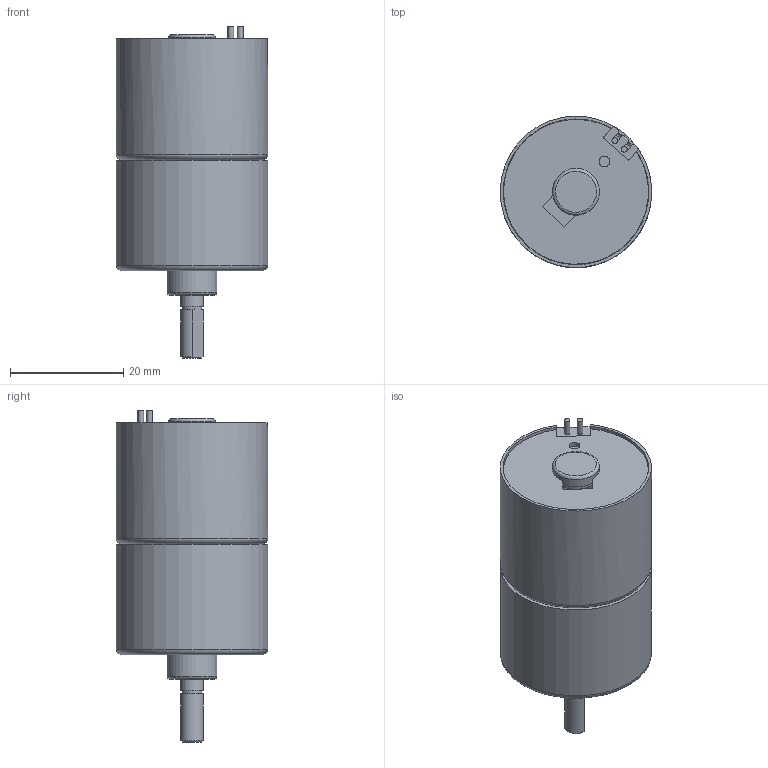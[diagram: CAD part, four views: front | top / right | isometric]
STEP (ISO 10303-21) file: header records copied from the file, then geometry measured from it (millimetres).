
FILE_DESCRIPTION(('STEP AP214'),'1');
FILE_NAME('1271-12-43.stp','2015-07-08T14:49:42',(' '),(' '),'Spatial InterOp 3D',' ',' ');
FILE_SCHEMA(('automotive_design'));
Length unit declared in the file: millimetre
Products named in the file (16): Gearbox assy; Shaft; M3 insert; Gearbox; Screw : Fillister - M2.5 x 50.0; 1271-12-43 Motor gearbox assy; Body assy; Body; End plate assy; End plate; Red wire; Green wire; Insulators; Wire insulator; Insulator
Assembly tree (16 placements, depth 5):
  1271-12-43 Motor gearbox assy
    Gearbox assy
      Shaft
      M3 insert  x2
      Gearbox
      Screw : Fillister - M2.5 x 50.0
      Screw : Fillister - M2.5 x 50.0
    Body assy
      Body
      End plate assy
        End plate
        Red wire
        Green wire
        Insulators
          Wire insulator
          Insulator
Bounding box: 26.7 x 26.7 x 58.55 mm (x, y, z)
Volume: 12840.2 mm3; surface area: 10445 mm2
Topology: 12 solids, 12 shells, 165 faces, 375 edges, 241 vertices
Faces by surface type: plane 106, cylinder 47, torus 9, sphere 2, cone 1
Full cylindrical faces by diameter (mm): 1 x4, 1.9 x1, 2.7 x2, 3.863 x2, 3.99 x1, 4 x4, 4.3 x2, 5 x1, 8.25 x1, 8.8 x1, 25.7 x1, 26.7 x2
Entity records: 6020 total; most frequent: CARTESIAN_POINT 808, DIRECTION 804, ORIENTED_EDGE 660, EDGE_CURVE 330, AXIS2_PLACEMENT_3D 304, VERTEX_POINT 227, EDGE_LOOP 205, LINE 196
